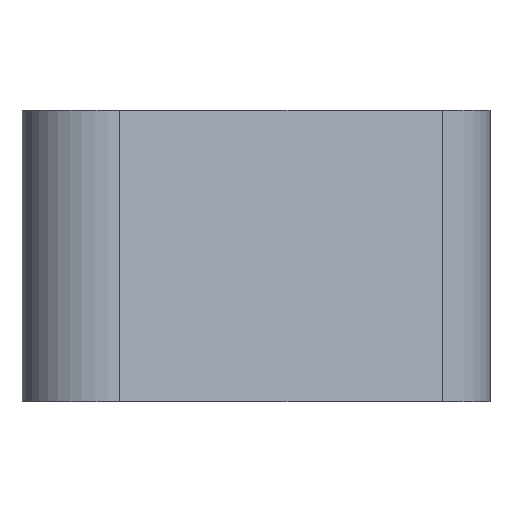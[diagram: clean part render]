
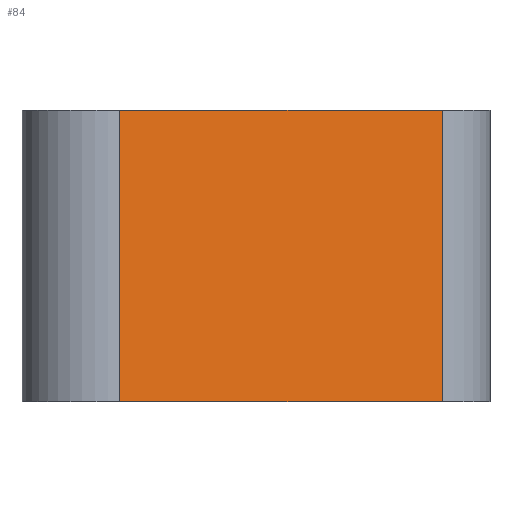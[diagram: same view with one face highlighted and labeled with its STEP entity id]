
A CAD part, front view. The second image highlights one B-rep face of the part: STEP entity #84.
In plain terms, the highlighted planar face has unit normal (0.348, -0.938, 0).
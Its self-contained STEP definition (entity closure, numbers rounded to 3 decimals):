
#3 = ORIENTED_EDGE ( 'NONE', *, *, #647, .F. ) ;
#13 = DIRECTION ( 'NONE',  ( 0.938, 0.348, 0. ) ) ;
#24 = LINE ( 'NONE', #514, #422 ) ;
#84 = ADVANCED_FACE ( 'NONE', ( #259 ), #227, .F. ) ;
#96 = CARTESIAN_POINT ( 'NONE',  ( 162.793, 166.357, 12. ) ) ;
#117 = VERTEX_POINT ( 'NONE', #332 ) ;
#128 = VECTOR ( 'NONE', #244, 1000. ) ;
#153 = LINE ( 'NONE', #96, #599 ) ;
#155 = CARTESIAN_POINT ( 'NONE',  ( 149.524, 161.436, 0. ) ) ;
#156 = VERTEX_POINT ( 'NONE', #177 ) ;
#177 = CARTESIAN_POINT ( 'NONE',  ( 162.793, 166.357, 12. ) ) ;
#194 = DIRECTION ( 'NONE',  ( 0., 0., -1. ) ) ;
#195 = LINE ( 'NONE', #317, #417 ) ;
#211 = VERTEX_POINT ( 'NONE', #589 ) ;
#227 = PLANE ( 'NONE',  #310 ) ;
#244 = DIRECTION ( 'NONE',  ( 0., 0., -1. ) ) ;
#259 = FACE_OUTER_BOUND ( 'NONE', #330, .T. ) ;
#264 = ORIENTED_EDGE ( 'NONE', *, *, #580, .T. ) ;
#282 = CARTESIAN_POINT ( 'NONE',  ( -34.552, 93.172, 12. ) ) ;
#310 = AXIS2_PLACEMENT_3D ( 'NONE', #282, #528, #381 ) ;
#317 = CARTESIAN_POINT ( 'NONE',  ( -34.552, 93.172, 0. ) ) ;
#330 = EDGE_LOOP ( 'NONE', ( #264, #433, #3, #503 ) ) ;
#332 = CARTESIAN_POINT ( 'NONE',  ( 149.524, 161.436, 12. ) ) ;
#381 = DIRECTION ( 'NONE',  ( -0.938, -0.348, 0. ) ) ;
#417 = VECTOR ( 'NONE', #560, 1000. ) ;
#422 = VECTOR ( 'NONE', #13, 1000. ) ;
#433 = ORIENTED_EDGE ( 'NONE', *, *, #535, .F. ) ;
#488 = EDGE_CURVE ( 'NONE', #117, #620, #508, .T. ) ;
#503 = ORIENTED_EDGE ( 'NONE', *, *, #488, .T. ) ;
#508 = LINE ( 'NONE', #551, #128 ) ;
#514 = CARTESIAN_POINT ( 'NONE',  ( -34.552, 93.172, 12. ) ) ;
#528 = DIRECTION ( 'NONE',  ( -0.348, 0.938, 0. ) ) ;
#535 = EDGE_CURVE ( 'NONE', #156, #211, #153, .T. ) ;
#551 = CARTESIAN_POINT ( 'NONE',  ( 149.524, 161.436, 12. ) ) ;
#560 = DIRECTION ( 'NONE',  ( 0.938, 0.348, 0. ) ) ;
#580 = EDGE_CURVE ( 'NONE', #620, #211, #195, .T. ) ;
#589 = CARTESIAN_POINT ( 'NONE',  ( 162.793, 166.357, 0. ) ) ;
#599 = VECTOR ( 'NONE', #194, 1000. ) ;
#620 = VERTEX_POINT ( 'NONE', #155 ) ;
#647 = EDGE_CURVE ( 'NONE', #117, #156, #24, .T. ) ;
